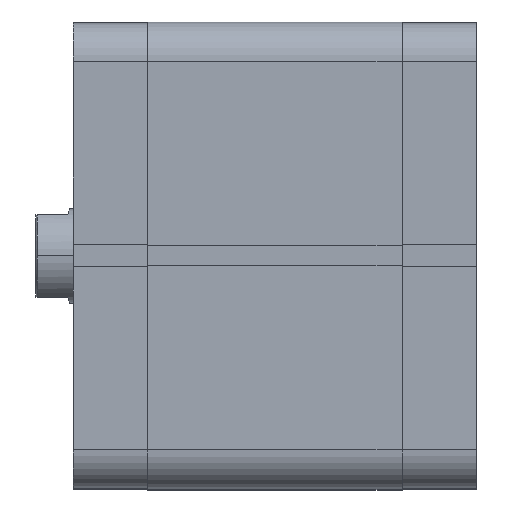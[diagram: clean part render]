
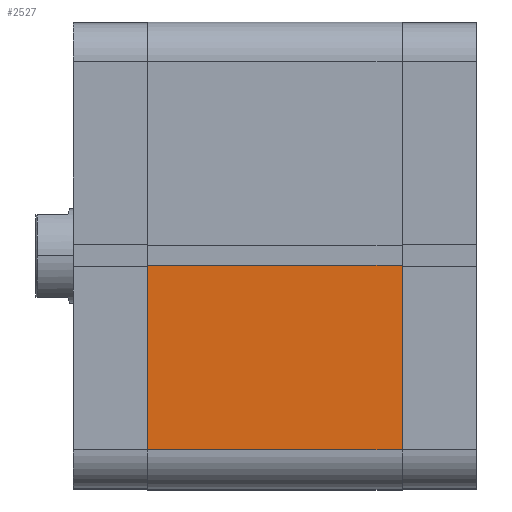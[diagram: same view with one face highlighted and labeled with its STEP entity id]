
A CAD part, top view. The second image highlights one B-rep face of the part: STEP entity #2527.
In plain terms, the highlighted face is planar.
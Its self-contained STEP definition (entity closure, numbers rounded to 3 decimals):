
#128 = ORIENTED_EDGE ( 'NONE', *, *, #1846, .F. ) ;
#129 = ORIENTED_EDGE ( 'NONE', *, *, #1850, .F. ) ;
#130 = ORIENTED_EDGE ( 'NONE', *, *, #1906, .T. ) ;
#132 = ORIENTED_EDGE ( 'NONE', *, *, #1910, .T. ) ;
#699 = DIRECTION ( 'NONE',  ( -1., 0., 0. ) ) ;
#710 = DIRECTION ( 'NONE',  ( 0., 0., 1. ) ) ;
#838 = CARTESIAN_POINT ( 'NONE',  ( 2.6, 62., -67.5 ) ) ;
#839 = DIRECTION ( 'NONE',  ( -1., 0., 0. ) ) ;
#846 = CARTESIAN_POINT ( 'NONE',  ( 2.6, 62., -67.5 ) ) ;
#847 = DIRECTION ( 'NONE',  ( 0., 0., 1. ) ) ;
#1846 = EDGE_CURVE ( 'NONE', #2637, #2624, #3582, .T. ) ;
#1850 = EDGE_CURVE ( 'NONE', #2649, #2637, #3600, .T. ) ;
#1906 = EDGE_CURVE ( 'NONE', #2649, #2644, #3697, .T. ) ;
#1910 = EDGE_CURVE ( 'NONE', #2644, #2624, #3694, .T. ) ;
#2527 = ADVANCED_FACE ( 'NONE', ( #5192 ), #6035, .T. ) ;
#2624 = VERTEX_POINT ( 'NONE', #6298 ) ;
#2637 = VERTEX_POINT ( 'NONE', #6311 ) ;
#2644 = VERTEX_POINT ( 'NONE', #6318 ) ;
#2649 = VERTEX_POINT ( 'NONE', #6323 ) ;
#3089 = CARTESIAN_POINT ( 'NONE',  ( 51.5, 62., -67.5 ) ) ;
#3353 = EDGE_LOOP ( 'NONE', ( #128, #129, #130, #132 ) ) ;
#3582 = LINE ( 'NONE', #4158, #3595 ) ;
#3595 = VECTOR ( 'NONE', #699, 1000. ) ;
#3596 = VECTOR ( 'NONE', #710, 1000. ) ;
#3600 = LINE ( 'NONE', #3089, #3596 ) ;
#3688 = VECTOR ( 'NONE', #847, 1000. ) ;
#3694 = LINE ( 'NONE', #846, #3688 ) ;
#3697 = LINE ( 'NONE', #838, #3698 ) ;
#3698 = VECTOR ( 'NONE', #839, 1000. ) ;
#4158 = CARTESIAN_POINT ( 'NONE',  ( 2.6, 62., 0. ) ) ;
#4491 = AXIS2_PLACEMENT_3D ( 'NONE', #6038, #6044, #6045 ) ;
#5192 = FACE_OUTER_BOUND ( 'NONE', #3353, .T. ) ;
#6035 = PLANE ( 'NONE',  #4491 ) ;
#6038 = CARTESIAN_POINT ( 'NONE',  ( 2.6, 62., -67.5 ) ) ;
#6044 = DIRECTION ( 'NONE',  ( 0., 1., 0. ) ) ;
#6045 = DIRECTION ( 'NONE',  ( 0., 0., 1. ) ) ;
#6298 = CARTESIAN_POINT ( 'NONE',  ( 2.6, 62., 0. ) ) ;
#6311 = CARTESIAN_POINT ( 'NONE',  ( 51.5, 62., 0. ) ) ;
#6318 = CARTESIAN_POINT ( 'NONE',  ( 2.6, 62., -67.5 ) ) ;
#6323 = CARTESIAN_POINT ( 'NONE',  ( 51.5, 62., -67.5 ) ) ;
